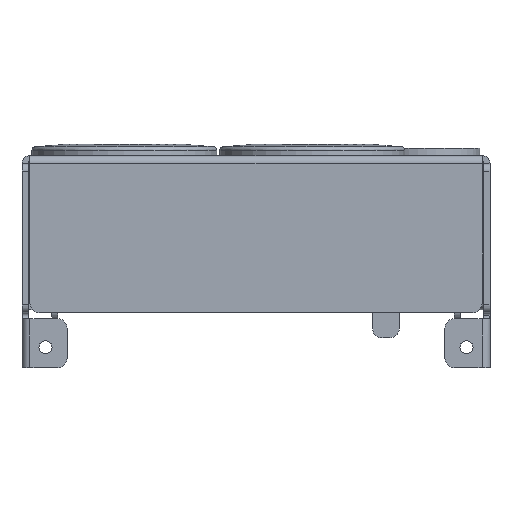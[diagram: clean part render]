
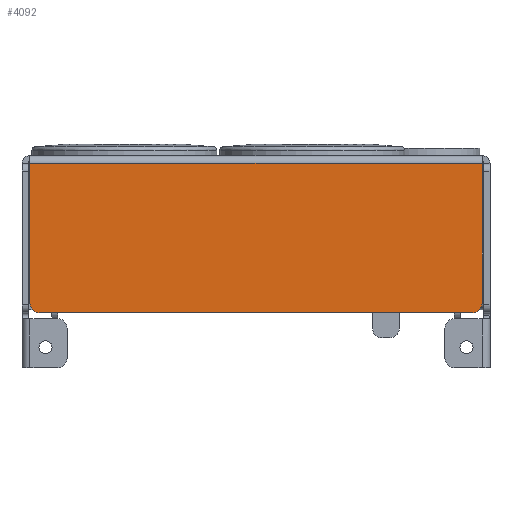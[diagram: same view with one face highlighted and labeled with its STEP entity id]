
A CAD part, front view. The second image highlights one B-rep face of the part: STEP entity #4092.
In plain terms, the highlighted planar face has unit normal (0, -1, 0).
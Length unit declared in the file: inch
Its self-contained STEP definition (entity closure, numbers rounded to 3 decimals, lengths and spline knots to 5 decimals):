
#1730 = VERTEX_POINT ( 'NONE', #20551 ) ;
#2306 = CARTESIAN_POINT ( 'NONE',  ( 2.01646, -1.80318, -1.64567 ) ) ;
#3602 = DIRECTION ( 'NONE',  ( -1., 0., 0. ) ) ;
#4092 = ADVANCED_FACE ( 'NONE', ( #27604 ), #4135, .T. ) ;
#4135 = PLANE ( 'NONE',  #11801 ) ;
#4342 = VERTEX_POINT ( 'NONE', #25907 ) ;
#5131 = VECTOR ( 'NONE', #40866, 39.37008 ) ;
#6248 = VECTOR ( 'NONE', #3602, 39.37008 ) ;
#7161 = AXIS2_PLACEMENT_3D ( 'NONE', #29345, #15288, #36296 ) ;
#7255 = CIRCLE ( 'NONE', #7161, 0.09843 ) ;
#7490 = EDGE_CURVE ( 'NONE', #36190, #4342, #13043, .T. ) ;
#9302 = DIRECTION ( 'NONE',  ( 0., 0., -1. ) ) ;
#9651 = CARTESIAN_POINT ( 'NONE',  ( 2.11489, -1.80318, -0.08268 ) ) ;
#11801 = AXIS2_PLACEMENT_3D ( 'NONE', #38816, #31711, #24869 ) ;
#13043 = LINE ( 'NONE', #17254, #13568 ) ;
#13568 = VECTOR ( 'NONE', #41642, 39.37008 ) ;
#13700 = CARTESIAN_POINT ( 'NONE',  ( 2.11489, -1.80318, -0.08268 ) ) ;
#14892 = VERTEX_POINT ( 'NONE', #39987 ) ;
#15249 = EDGE_CURVE ( 'NONE', #30456, #16857, #30633, .T. ) ;
#15288 = DIRECTION ( 'NONE',  ( 0., 1., 0. ) ) ;
#15998 = CARTESIAN_POINT ( 'NONE',  ( 2.01646, -1.80318, -1.54724 ) ) ;
#16484 = CARTESIAN_POINT ( 'NONE',  ( -2.52291, -1.80318, -1.64567 ) ) ;
#16625 = EDGE_CURVE ( 'NONE', #16857, #14892, #7255, .T. ) ;
#16857 = VERTEX_POINT ( 'NONE', #16484 ) ;
#17254 = CARTESIAN_POINT ( 'NONE',  ( 2.11489, -1.80318, -0.86417 ) ) ;
#18780 = EDGE_CURVE ( 'NONE', #4342, #30456, #42373, .T. ) ;
#19579 = LINE ( 'NONE', #36062, #27718 ) ;
#20551 = CARTESIAN_POINT ( 'NONE',  ( -2.62133, -1.80318, -0.08268 ) ) ;
#21070 = ORIENTED_EDGE ( 'NONE', *, *, #18780, .F. ) ;
#21293 = EDGE_LOOP ( 'NONE', ( #35783, #21070, #24577, #39124, #21462, #40636 ) ) ;
#21462 = ORIENTED_EDGE ( 'NONE', *, *, #28424, .F. ) ;
#24040 = CARTESIAN_POINT ( 'NONE',  ( -0.25322, -1.80318, -1.64567 ) ) ;
#24577 = ORIENTED_EDGE ( 'NONE', *, *, #7490, .F. ) ;
#24869 = DIRECTION ( 'NONE',  ( 0., 0., -1. ) ) ;
#24889 = EDGE_CURVE ( 'NONE', #1730, #36190, #38740, .T. ) ;
#25192 = AXIS2_PLACEMENT_3D ( 'NONE', #15998, #30049, #9302 ) ;
#25907 = CARTESIAN_POINT ( 'NONE',  ( 2.11489, -1.80318, -1.54724 ) ) ;
#27604 = FACE_OUTER_BOUND ( 'NONE', #21293, .T. ) ;
#27718 = VECTOR ( 'NONE', #32297, 39.37008 ) ;
#28424 = EDGE_CURVE ( 'NONE', #14892, #1730, #19579, .T. ) ;
#29345 = CARTESIAN_POINT ( 'NONE',  ( -2.52291, -1.80318, -1.54724 ) ) ;
#30049 = DIRECTION ( 'NONE',  ( 0., 1., 0. ) ) ;
#30456 = VERTEX_POINT ( 'NONE', #2306 ) ;
#30633 = LINE ( 'NONE', #24040, #6248 ) ;
#31711 = DIRECTION ( 'NONE',  ( 0., -1., 0. ) ) ;
#32297 = DIRECTION ( 'NONE',  ( 0., 0., 1. ) ) ;
#35783 = ORIENTED_EDGE ( 'NONE', *, *, #15249, .F. ) ;
#36062 = CARTESIAN_POINT ( 'NONE',  ( -2.62133, -1.80318, -0.86417 ) ) ;
#36190 = VERTEX_POINT ( 'NONE', #13700 ) ;
#36296 = DIRECTION ( 'NONE',  ( 1., 0., 0. ) ) ;
#38740 = LINE ( 'NONE', #9651, #5131 ) ;
#38816 = CARTESIAN_POINT ( 'NONE',  ( -2.62133, -1.80318, 0. ) ) ;
#39124 = ORIENTED_EDGE ( 'NONE', *, *, #24889, .F. ) ;
#39987 = CARTESIAN_POINT ( 'NONE',  ( -2.62133, -1.80318, -1.54724 ) ) ;
#40636 = ORIENTED_EDGE ( 'NONE', *, *, #16625, .F. ) ;
#40866 = DIRECTION ( 'NONE',  ( 1., 0., 0. ) ) ;
#41642 = DIRECTION ( 'NONE',  ( 0., 0., -1. ) ) ;
#42373 = CIRCLE ( 'NONE', #25192, 0.09843 ) ;
